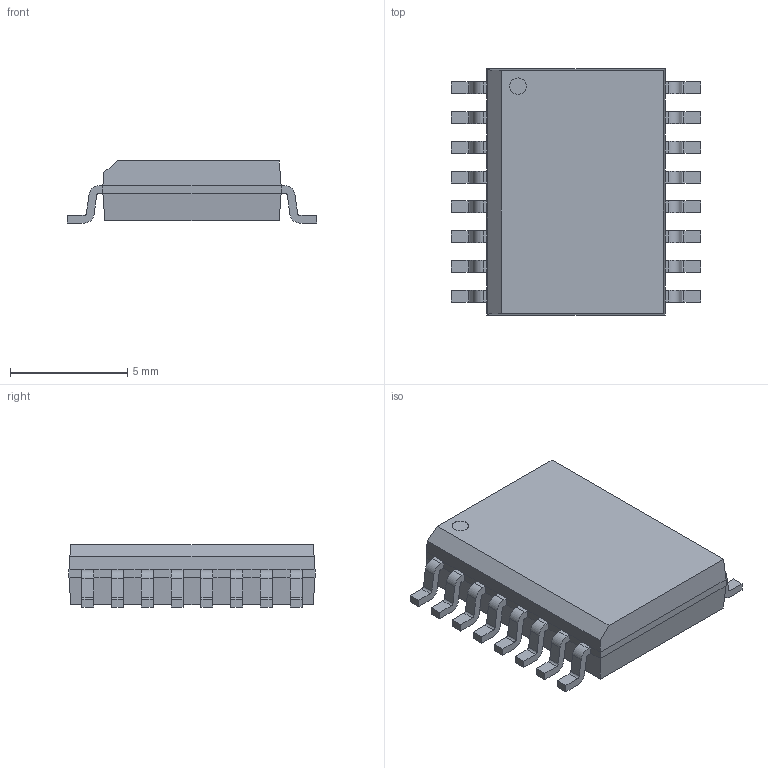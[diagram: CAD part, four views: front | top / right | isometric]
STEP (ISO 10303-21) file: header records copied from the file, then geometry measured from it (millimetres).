
FILE_DESCRIPTION(('FreeCAD Model'),'2;1');
FILE_NAME('SOIC-16_7.5x10.3mm_Pitch1.27mm.step','2016-04-07T20:08:08' ,('Author'),(''),'Open CASCADE STEP processor 6.8','FreeCAD','Unknown' );
FILE_SCHEMA(('AUTOMOTIVE_DESIGN_CC2 { 1 2 10303 214 -1 1 5 4 }'));
Length unit declared in the file: millimetre
Products named in the file (1): SOIC_16_7_5x10_3mm_Pitch1_27mm
Bounding box: 10.63 x 10.5 x 2.65 mm (x, y, z)
Volume: 205.6 mm3; surface area: 308.5 mm2
Topology: 1 solids, 1 shells, 242 faces, 645 edges, 406 vertices
Faces by surface type: plane 176, cylinder 66
Entity records: 23498 total; most frequent: CARTESIAN_POINT 9304, DIRECTION 2225, LINE 1407, VECTOR 1407, ORIENTED_EDGE 1290, PCURVE 1290, DEFINITIONAL_REPRESENTATION 1290, EDGE_CURVE 645
